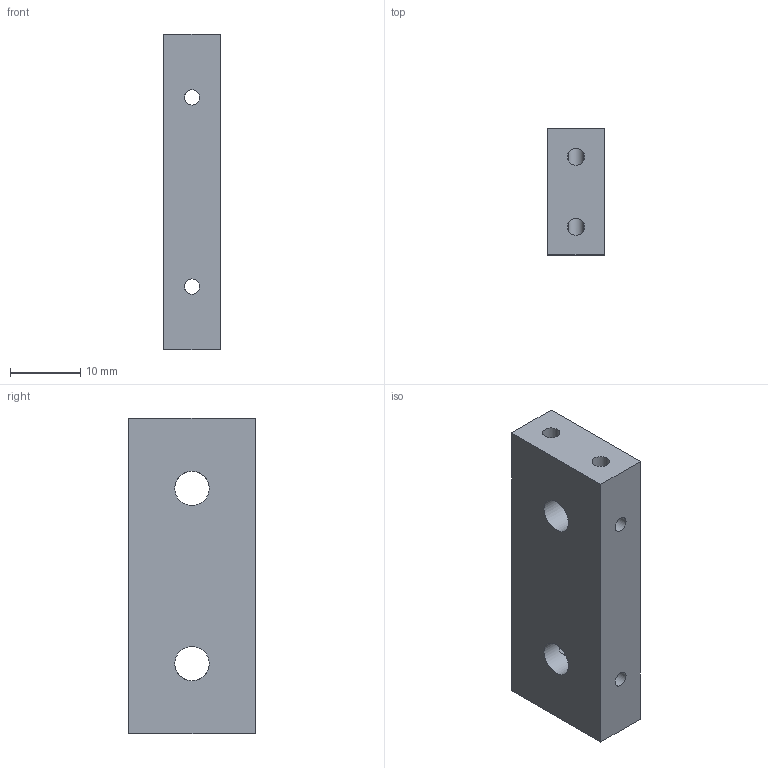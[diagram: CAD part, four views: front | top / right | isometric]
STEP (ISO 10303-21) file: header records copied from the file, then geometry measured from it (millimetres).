
FILE_DESCRIPTION(/* description */ (''),/* implementation_level */ '2;1');
FILE_NAME(/* name */ 'CO-MEC-GSE-0043-01 (A).stp',/* time_stamp */ '2022-11-18T10:55:53+01:00',/* author */ ('exolab-5mv6l'),/* organization */ (''),/* preprocessor_version */ 'ST-DEVELOPER v18.1',/* originating_system */ 'Autodesk Inventor 2022',/* authorisation */ '');
FILE_SCHEMA (('AUTOMOTIVE_DESIGN { 1 0 10303 214 3 1 1 }'));
Length unit declared in the file: millimetre
Products named in the file (1): CO-MEC-GSE-0043-01 (Coils axle gap)
Bounding box: 8 x 18 x 45 mm (x, y, z)
Volume: 5917.9 mm3; surface area: 3174.5 mm2
Topology: 1 solids, 1 shells, 24 faces, 70 edges, 48 vertices
Faces by surface type: cylinder 10, cone 8, plane 6
Full cylindrical faces by diameter (mm): 2.2 x4, 2.459 x4, 4.917 x2
Entity records: 1211 total; most frequent: CARTESIAN_POINT 509, ORIENTED_EDGE 140, DIRECTION 120, EDGE_CURVE 70, AXIS2_PLACEMENT_3D 49, VERTEX_POINT 48, EDGE_LOOP 44, B_SPLINE_CURVE_WITH_KNOTS 24
